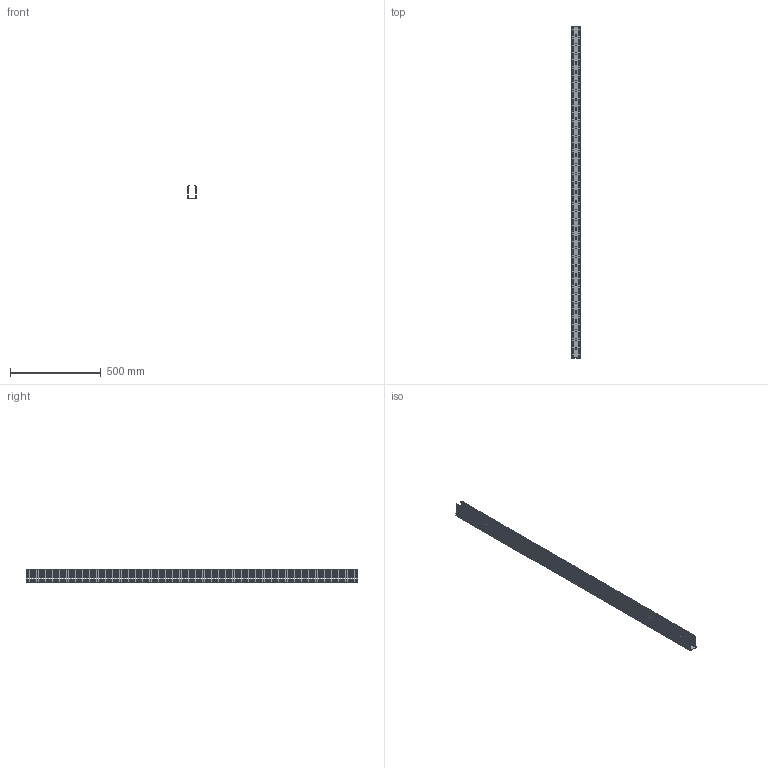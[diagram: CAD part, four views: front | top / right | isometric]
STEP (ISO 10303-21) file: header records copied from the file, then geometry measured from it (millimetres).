
FILE_DESCRIPTION (( 'STEP AP203' ), '1' );
FILE_NAME ('F1.5x3_3D_WEB.STEP', '2015-08-18T18:12:11', ( '' ), ( '' ), 'SwSTEP 2.0', 'SolidWorks 2014', '' );
FILE_SCHEMA (( 'CONFIG_CONTROL_DESIGN' ));
Length unit declared in the file: inch
Products named in the file (1): F1.5x3_3D_WEB
Bounding box: 44.68 x 1828.8 x 76.69 mm (x, y, z)
Volume: 635391.2 mm3; surface area: 640596.8 mm2
Topology: 1 solids, 1 shells, 2742 faces, 8220 edges, 5480 vertices
Faces by surface type: plane 2672, cylinder 70
Entity records: 90803 total; most frequent: CARTESIAN_POINT 16443, ORIENTED_EDGE 16440, DIRECTION 13846, EDGE_CURVE 8220, VECTOR 8080, LINE 8080, VERTEX_POINT 5480, AXIS2_PLACEMENT_3D 2883
